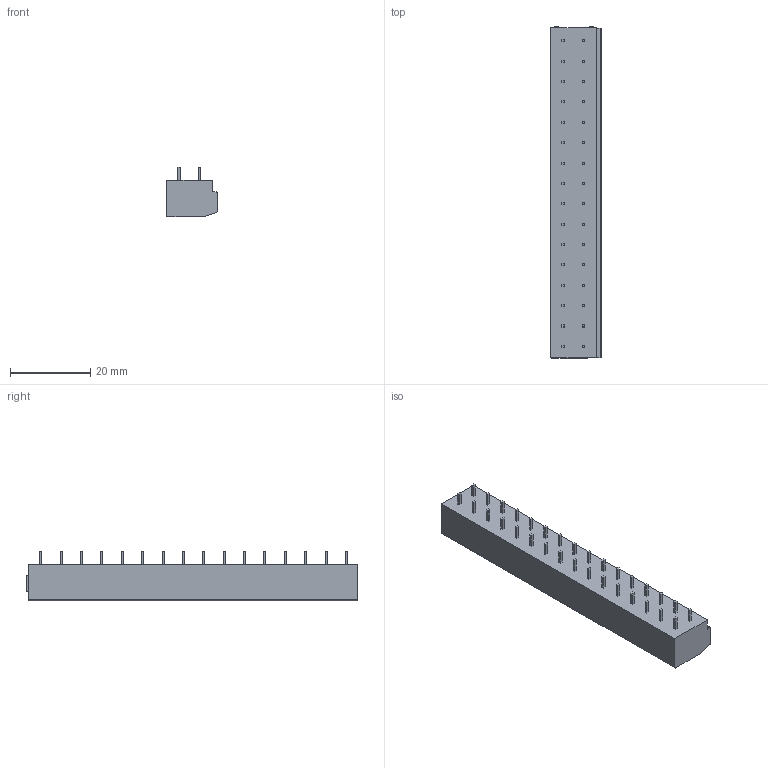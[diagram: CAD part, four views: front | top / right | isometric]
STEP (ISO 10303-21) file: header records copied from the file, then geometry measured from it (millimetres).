
FILE_DESCRIPTION((''),'2;1');
FILE_NAME('TLM-302R','2024-09-30T15:13:51',('tluser'),(''),'CREO PARAMETRIC BY PTC INC, 2018100','CREO PARAMETRIC BY PTC INC, 2018100','');
FILE_SCHEMA(('CONFIG_CONTROL_DESIGN'));
Length unit declared in the file: millimetre
Products named in the file (1): TLM-302R
Bounding box: 12.6 x 82.78 x 12.4 mm (x, y, z)
Volume: 8364.1 mm3; surface area: 4728.5 mm2
Topology: 1 solids, 1 shells, 534 faces, 1270 edges, 804 vertices
Faces by surface type: plane 467, cylinder 35, cone 32
Entity records: 15338 total; most frequent: CARTESIAN_POINT 3088, ORIENTED_EDGE 2540, DIRECTION 2344, EDGE_CURVE 1270, VECTOR 1072, LINE 1072, VERTEX_POINT 804, AXIS2_PLACEMENT_3D 636
